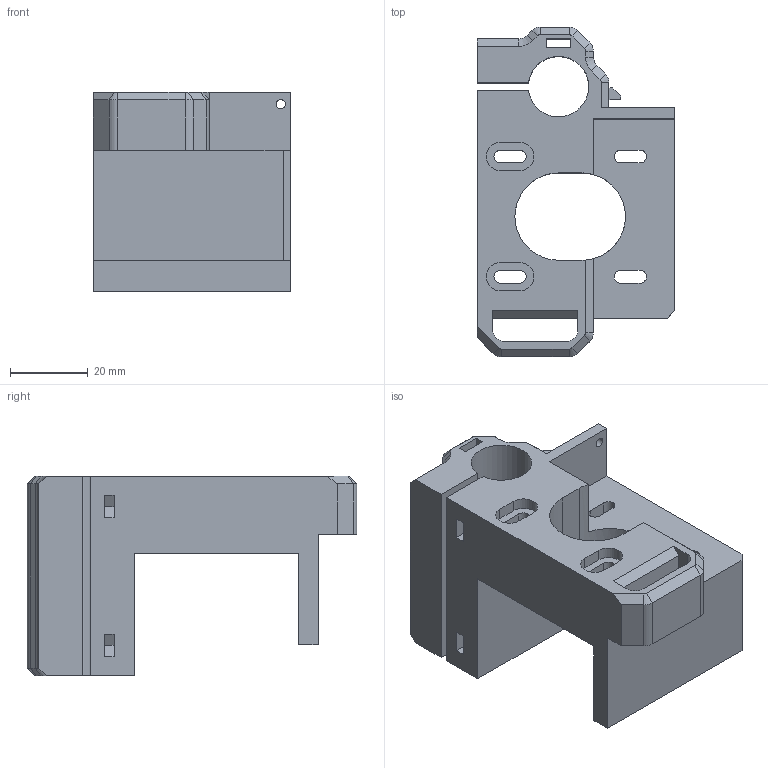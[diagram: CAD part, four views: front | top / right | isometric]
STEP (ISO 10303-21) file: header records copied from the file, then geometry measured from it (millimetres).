
FILE_DESCRIPTION (( 'STEP AP214' ), '1' );
FILE_NAME ('Y-Carriage Motor.STEP', '2024-12-01T16:13:13', ( '' ), ( '' ), 'SwSTEP 2.0', 'SolidWorks 2020', '' );
FILE_SCHEMA (( 'AUTOMOTIVE_DESIGN' ));
Length unit declared in the file: millimetre
Products named in the file (1): Y-Carriage Motor
Bounding box: 51 x 85 x 51.5 mm (x, y, z)
Volume: 62148.3 mm3; surface area: 25925.4 mm2
Topology: 1 solids, 1 shells, 194 faces, 517 edges, 334 vertices
Faces by surface type: plane 115, cylinder 64, cone 15
Entity records: 6112 total; most frequent: DIRECTION 1055, CARTESIAN_POINT 1049, ORIENTED_EDGE 1034, EDGE_CURVE 517, VECTOR 367, LINE 367, AXIS2_PLACEMENT_3D 344, VERTEX_POINT 334
